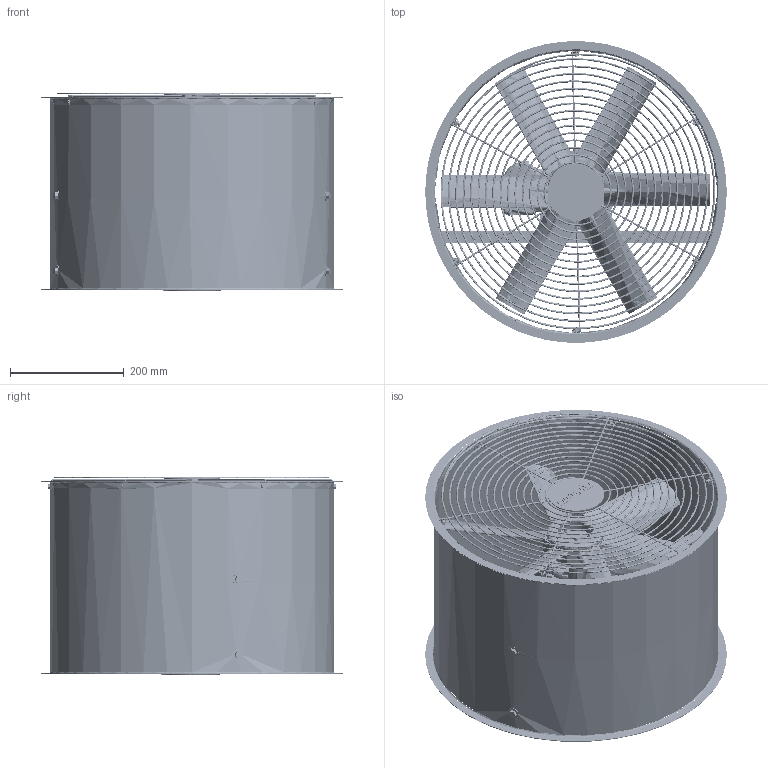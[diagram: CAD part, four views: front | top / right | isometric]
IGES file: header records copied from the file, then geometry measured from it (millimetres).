
Start section: SolidWorks IGES file using analytic representation for surfaces
Global section: file name: Exaustor Axial LAD 50-T4.IGS; native system: SolidWorks 2018; preprocessor: SolidWorks 2018; author: vendas04; date: 230803.094101; units: millimetre
Bounding box: 530 x 530 x 349.5 mm (x, y, z)
Surface area: 2122239.1 mm2 (no closed solid volume)
Topology: 0 solids, 0 shells, 3932 faces, 51758 edges, 51744 vertices
Faces by surface type: bspline 2289, revolution 1643
